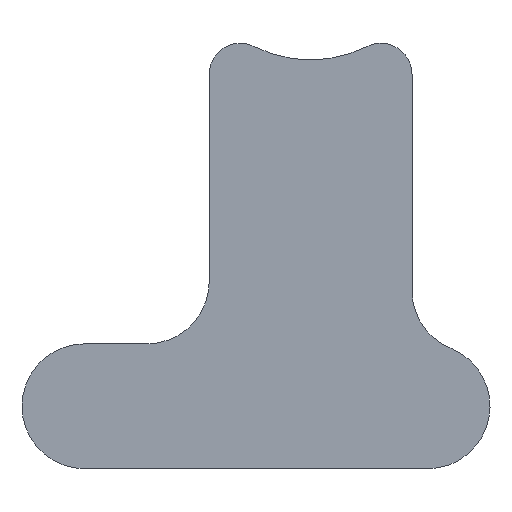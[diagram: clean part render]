
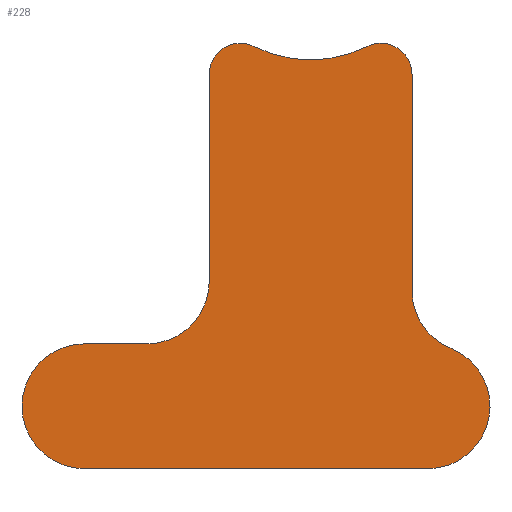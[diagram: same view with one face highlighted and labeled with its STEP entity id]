
A CAD part, left-side view. The second image highlights one B-rep face of the part: STEP entity #228.
In plain terms, the highlighted planar face has unit normal (-1, 0, 0).
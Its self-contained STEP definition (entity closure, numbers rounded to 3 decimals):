
#15=PLANE('',#263);
#22=FACE_OUTER_BOUND('',#35,.T.);
#35=EDGE_LOOP('',(#158,#159,#160,#161,#162,#163,#164,#165,#166,#167,#168));
#49=LINE('',#378,#68);
#50=LINE('',#382,#69);
#51=LINE('',#386,#70);
#52=LINE('',#391,#71);
#68=VECTOR('',#303,10.);
#69=VECTOR('',#306,10.);
#70=VECTOR('',#309,10.);
#71=VECTOR('',#314,10.);
#86=CIRCLE('',#262,10.);
#87=CIRCLE('',#264,40.);
#88=CIRCLE('',#265,10.);
#89=CIRCLE('',#266,20.);
#90=CIRCLE('',#267,20.);
#91=CIRCLE('',#268,20.);
#92=CIRCLE('',#269,20.);
#101=VERTEX_POINT('',#367);
#102=VERTEX_POINT('',#369);
#103=VERTEX_POINT('',#373);
#104=VERTEX_POINT('',#375);
#105=VERTEX_POINT('',#377);
#106=VERTEX_POINT('',#379);
#107=VERTEX_POINT('',#381);
#108=VERTEX_POINT('',#383);
#109=VERTEX_POINT('',#385);
#110=VERTEX_POINT('',#387);
#111=VERTEX_POINT('',#389);
#123=EDGE_CURVE('',#101,#102,#86,.T.);
#125=EDGE_CURVE('',#101,#103,#87,.T.);
#126=EDGE_CURVE('',#104,#103,#88,.T.);
#127=EDGE_CURVE('',#104,#105,#49,.T.);
#128=EDGE_CURVE('',#105,#106,#89,.T.);
#129=EDGE_CURVE('',#106,#107,#50,.T.);
#130=EDGE_CURVE('',#107,#108,#90,.T.);
#131=EDGE_CURVE('',#108,#109,#51,.T.);
#132=EDGE_CURVE('',#109,#110,#91,.T.);
#133=EDGE_CURVE('',#110,#111,#92,.T.);
#134=EDGE_CURVE('',#111,#102,#52,.T.);
#158=ORIENTED_EDGE('',*,*,#123,.F.);
#159=ORIENTED_EDGE('',*,*,#125,.T.);
#160=ORIENTED_EDGE('',*,*,#126,.F.);
#161=ORIENTED_EDGE('',*,*,#127,.T.);
#162=ORIENTED_EDGE('',*,*,#128,.T.);
#163=ORIENTED_EDGE('',*,*,#129,.T.);
#164=ORIENTED_EDGE('',*,*,#130,.T.);
#165=ORIENTED_EDGE('',*,*,#131,.T.);
#166=ORIENTED_EDGE('',*,*,#132,.T.);
#167=ORIENTED_EDGE('',*,*,#133,.T.);
#168=ORIENTED_EDGE('',*,*,#134,.T.);
#228=ADVANCED_FACE('',(#22),#15,.F.);
#262=AXIS2_PLACEMENT_3D('',#370,#294,#295);
#263=AXIS2_PLACEMENT_3D('',#372,#297,#298);
#264=AXIS2_PLACEMENT_3D('',#374,#299,#300);
#265=AXIS2_PLACEMENT_3D('',#376,#301,#302);
#266=AXIS2_PLACEMENT_3D('',#380,#304,#305);
#267=AXIS2_PLACEMENT_3D('',#384,#307,#308);
#268=AXIS2_PLACEMENT_3D('',#388,#310,#311);
#269=AXIS2_PLACEMENT_3D('',#390,#312,#313);
#294=DIRECTION('center_axis',(1.,0.,0.));
#295=DIRECTION('ref_axis',(0.,-0.524,0.851));
#297=DIRECTION('center_axis',(1.,0.,0.));
#298=DIRECTION('ref_axis',(0.,0.,-1.));
#299=DIRECTION('center_axis',(1.,0.,0.));
#300=DIRECTION('ref_axis',(0.,0.813,0.583));
#301=DIRECTION('center_axis',(1.,0.,0.));
#302=DIRECTION('ref_axis',(0.,0.524,0.851));
#303=DIRECTION('',(0.,0.,-1.));
#304=DIRECTION('center_axis',(1.,0.,0.));
#305=DIRECTION('ref_axis',(0.,1.,0.));
#306=DIRECTION('',(0.,1.,0.));
#307=DIRECTION('center_axis',(-1.,0.,0.));
#308=DIRECTION('ref_axis',(0.,0.,-1.));
#309=DIRECTION('',(0.,-1.,0.));
#310=DIRECTION('center_axis',(-1.,0.,0.));
#311=DIRECTION('ref_axis',(0.,0.,1.));
#312=DIRECTION('center_axis',(1.,0.,0.));
#313=DIRECTION('ref_axis',(0.,-0.375,0.927));
#314=DIRECTION('',(0.,0.,1.));
#367=CARTESIAN_POINT('',(-30.,-18.,-35.721));
#369=CARTESIAN_POINT('',(-30.,-32.5,-44.651));
#370=CARTESIAN_POINT('Origin',(-30.,-22.5,-44.651));
#372=CARTESIAN_POINT('Origin',(-30.,0.,-77.159));
#373=CARTESIAN_POINT('',(-30.,18.,-35.721));
#374=CARTESIAN_POINT('Origin',(-30.,0.,0.));
#375=CARTESIAN_POINT('',(-30.,32.5,-44.651));
#376=CARTESIAN_POINT('Origin',(-30.,22.5,-44.651));
#377=CARTESIAN_POINT('',(-30.,32.5,-111.));
#378=CARTESIAN_POINT('',(-30.,32.5,-131.));
#379=CARTESIAN_POINT('',(-30.,52.5,-131.));
#380=CARTESIAN_POINT('Origin',(-30.,52.5,-111.));
#381=CARTESIAN_POINT('',(-30.,72.5,-131.));
#382=CARTESIAN_POINT('',(-30.,72.5,-131.));
#383=CARTESIAN_POINT('',(-30.,72.5,-171.));
#384=CARTESIAN_POINT('Origin',(-30.,72.5,-151.));
#385=CARTESIAN_POINT('',(-30.,-37.5,-171.));
#386=CARTESIAN_POINT('',(-30.,-37.5,-171.));
#387=CARTESIAN_POINT('',(-30.,-45.,-132.46));
#388=CARTESIAN_POINT('Origin',(-30.,-37.5,-151.));
#389=CARTESIAN_POINT('',(-30.,-32.5,-113.919));
#390=CARTESIAN_POINT('Origin',(-30.,-52.5,-113.919));
#391=CARTESIAN_POINT('',(-30.,-32.5,-23.318));
